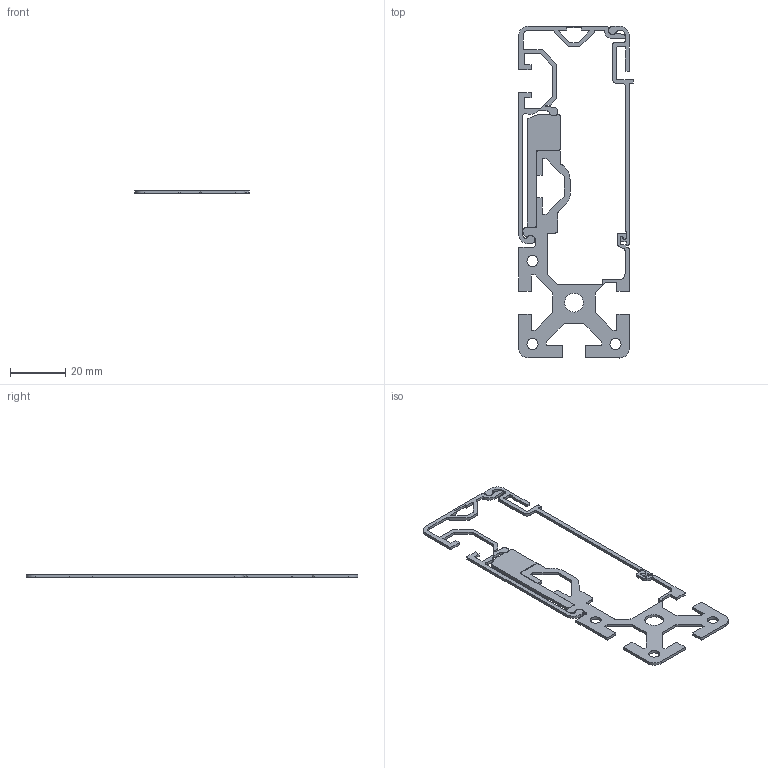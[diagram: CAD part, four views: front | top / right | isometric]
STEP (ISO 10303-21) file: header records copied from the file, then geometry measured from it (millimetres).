
FILE_DESCRIPTION(/* description */ ('Rollbahnprofil 120 x 40'),/* implementation_level */ '2;1');
FILE_NAME(/* name */ 'SP080.stp',/* time_stamp */ '2015-09-03T15:32:14+02:00',/* author */ ('sebastianschwarze'),/* organization */ (''),/* preprocessor_version */ 'ST-DEVELOPER v15.6',/* originating_system */ 'Autodesk Inventor 2015',/* authorisation */ 'Anzahl');
FILE_SCHEMA (('AUTOMOTIVE_DESIGN { 1 0 10303 214 3 1 1 }'));
Length unit declared in the file: millimetre
Products named in the file (1): SP080_extern
Bounding box: 41.44 x 120 x 1 mm (x, y, z)
Volume: 1597.6 mm3; surface area: 4370.5 mm2
Topology: 4 solids, 4 shells, 254 faces, 741 edges, 495 vertices
Faces by surface type: plane 157, cylinder 97
Full cylindrical faces by diameter (mm): 4 x3, 6.8 x1
Entity records: 8417 total; most frequent: CARTESIAN_POINT 1481, ORIENTED_EDGE 1468, DIRECTION 1438, EDGE_CURVE 734, LINE 540, VECTOR 540, VERTEX_POINT 492, AXIS2_PLACEMENT_3D 449
